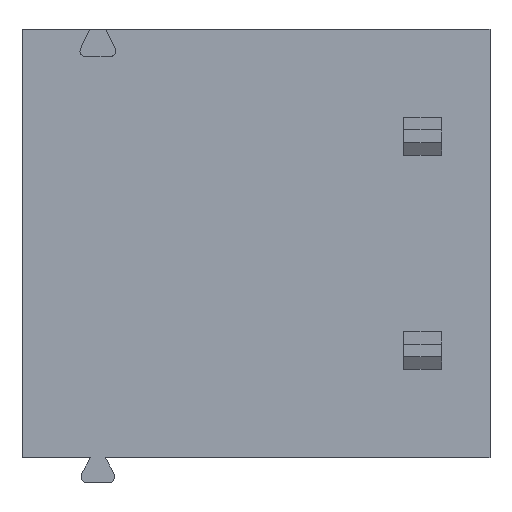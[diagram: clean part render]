
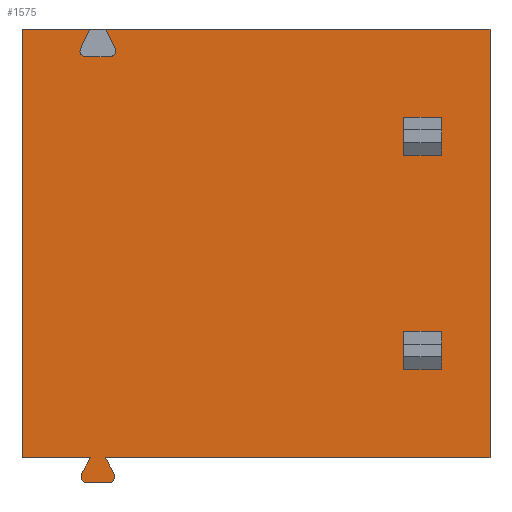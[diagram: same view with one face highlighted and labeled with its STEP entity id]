
A CAD part, front view. The second image highlights one B-rep face of the part: STEP entity #1575.
In plain terms, the highlighted planar face has unit normal (0, -1, 0).
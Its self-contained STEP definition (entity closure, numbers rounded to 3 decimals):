
#36=DIRECTION('',(1.,0.,0.));
#37=VECTOR('',#36,1.61);
#38=CARTESIAN_POINT('',(-5.55,-15.75,7.62));
#39=LINE('',#38,#37);
#96=DIRECTION('',(1.,0.,0.));
#97=VECTOR('',#96,9.11);
#98=CARTESIAN_POINT('',(-3.56,-15.75,7.62));
#99=LINE('',#98,#97);
#130=DIRECTION('',(-0.432,0.,0.902));
#131=VECTOR('',#130,0.514);
#132=CARTESIAN_POINT('',(-3.338,-15.75,7.156));
#133=LINE('',#132,#131);
#134=DIRECTION('',(-0.48,0.,0.877));
#135=VECTOR('',#134,0.431);
#136=CARTESIAN_POINT('',(-3.368,-15.75,-2.918));
#137=LINE('',#136,#135);
#138=CARTESIAN_POINT('',(-3.5,-15.75,-2.99));
#139=DIRECTION('',(0.,-1.,0.));
#140=DIRECTION('',(0.,0.,-1.));
#141=AXIS2_PLACEMENT_3D('',#138,#139,#140);
#143=DIRECTION('',(1.,0.,0.));
#144=VECTOR('',#143,0.5);
#145=CARTESIAN_POINT('',(-4.,-15.75,-3.14));
#146=LINE('',#145,#144);
#147=CARTESIAN_POINT('',(-4.,-15.75,-2.99));
#148=DIRECTION('',(0.,-1.,0.));
#149=DIRECTION('',(-0.877,0.,0.48));
#150=AXIS2_PLACEMENT_3D('',#147,#148,#149);
#152=DIRECTION('',(-0.48,0.,-0.877));
#153=VECTOR('',#152,0.431);
#154=CARTESIAN_POINT('',(-3.925,-15.75,-2.54));
#155=LINE('',#154,#153);
#156=DIRECTION('',(0.,0.,-1.));
#157=VECTOR('',#156,10.16);
#158=CARTESIAN_POINT('',(-5.55,-15.75,7.62));
#159=LINE('',#158,#157);
#160=DIRECTION('',(-0.432,0.,-0.902));
#161=VECTOR('',#160,0.514);
#162=CARTESIAN_POINT('',(-3.94,-15.75,7.62));
#163=LINE('',#162,#161);
#164=CARTESIAN_POINT('',(-4.045,-15.75,7.1));
#165=DIRECTION('',(0.,-1.,0.));
#166=DIRECTION('',(-0.902,0.,0.432));
#167=AXIS2_PLACEMENT_3D('',#164,#165,#166);
#169=DIRECTION('',(1.,0.,0.));
#170=VECTOR('',#169,0.59);
#171=CARTESIAN_POINT('',(-4.045,-15.75,6.97));
#172=LINE('',#171,#170);
#173=CARTESIAN_POINT('',(-3.455,-15.75,7.1));
#174=DIRECTION('',(0.,-1.,0.));
#175=DIRECTION('',(0.,0.,-1.));
#176=AXIS2_PLACEMENT_3D('',#173,#174,#175);
#178=DIRECTION('',(1.,0.,0.));
#179=VECTOR('',#178,0.9);
#180=CARTESIAN_POINT('',(3.5,-15.75,-0.45));
#181=LINE('',#180,#179);
#182=DIRECTION('',(0.,0.,1.));
#183=VECTOR('',#182,0.9);
#184=CARTESIAN_POINT('',(4.4,-15.75,-0.45));
#185=LINE('',#184,#183);
#186=DIRECTION('',(1.,0.,0.));
#187=VECTOR('',#186,0.9);
#188=CARTESIAN_POINT('',(3.5,-15.75,0.45));
#189=LINE('',#188,#187);
#190=DIRECTION('',(0.,0.,1.));
#191=VECTOR('',#190,0.9);
#192=CARTESIAN_POINT('',(3.5,-15.75,-0.45));
#193=LINE('',#192,#191);
#194=DIRECTION('',(1.,0.,0.));
#195=VECTOR('',#194,0.9);
#196=CARTESIAN_POINT('',(3.5,-15.75,4.63));
#197=LINE('',#196,#195);
#198=DIRECTION('',(0.,0.,1.));
#199=VECTOR('',#198,0.9);
#200=CARTESIAN_POINT('',(4.4,-15.75,4.63));
#201=LINE('',#200,#199);
#202=DIRECTION('',(1.,0.,0.));
#203=VECTOR('',#202,0.9);
#204=CARTESIAN_POINT('',(3.5,-15.75,5.53));
#205=LINE('',#204,#203);
#206=DIRECTION('',(0.,0.,1.));
#207=VECTOR('',#206,0.9);
#208=CARTESIAN_POINT('',(3.5,-15.75,4.63));
#209=LINE('',#208,#207);
#210=DIRECTION('',(0.,0.,-1.));
#211=VECTOR('',#210,10.16);
#212=CARTESIAN_POINT('',(5.55,-15.75,7.62));
#213=LINE('',#212,#211);
#412=DIRECTION('',(1.,0.,0.));
#413=VECTOR('',#412,9.125);
#414=CARTESIAN_POINT('',(-3.575,-15.75,-2.54));
#415=LINE('',#414,#413);
#472=DIRECTION('',(1.,0.,0.));
#473=VECTOR('',#472,1.625);
#474=CARTESIAN_POINT('',(-5.55,-15.75,-2.54));
#475=LINE('',#474,#473);
#1116=CARTESIAN_POINT('',(5.55,-15.75,7.62));
#1118=VERTEX_POINT('',#1116);
#1137=CARTESIAN_POINT('',(-5.55,-15.75,7.62));
#1139=VERTEX_POINT('',#1137);
#1140=CARTESIAN_POINT('',(5.55,-15.75,-2.54));
#1142=VERTEX_POINT('',#1140);
#1161=CARTESIAN_POINT('',(-5.55,-15.75,-2.54));
#1163=VERTEX_POINT('',#1161);
#1164=CARTESIAN_POINT('',(-4.,-15.75,-3.14));
#1165=CARTESIAN_POINT('',(-3.5,-15.75,-3.14));
#1166=VERTEX_POINT('',#1164);
#1167=VERTEX_POINT('',#1165);
#1168=CARTESIAN_POINT('',(-3.368,-15.75,-2.918));
#1169=VERTEX_POINT('',#1168);
#1170=CARTESIAN_POINT('',(-4.132,-15.75,-2.918));
#1171=VERTEX_POINT('',#1170);
#1172=CARTESIAN_POINT('',(-3.925,-15.75,-2.54));
#1173=VERTEX_POINT('',#1172);
#1174=CARTESIAN_POINT('',(-3.575,-15.75,-2.54));
#1175=VERTEX_POINT('',#1174);
#1188=CARTESIAN_POINT('',(-3.56,-15.75,7.62));
#1189=VERTEX_POINT('',#1188);
#1190=CARTESIAN_POINT('',(-3.94,-15.75,7.62));
#1191=VERTEX_POINT('',#1190);
#1192=CARTESIAN_POINT('',(-3.338,-15.75,7.156));
#1193=VERTEX_POINT('',#1192);
#1194=CARTESIAN_POINT('',(-4.162,-15.75,7.156));
#1195=VERTEX_POINT('',#1194);
#1196=CARTESIAN_POINT('',(-4.045,-15.75,6.97));
#1197=VERTEX_POINT('',#1196);
#1198=CARTESIAN_POINT('',(-3.455,-15.75,6.97));
#1199=VERTEX_POINT('',#1198);
#1286=CARTESIAN_POINT('',(3.5,-15.75,-0.45));
#1287=CARTESIAN_POINT('',(4.4,-15.75,-0.45));
#1288=VERTEX_POINT('',#1286);
#1289=VERTEX_POINT('',#1287);
#1290=CARTESIAN_POINT('',(3.5,-15.75,0.45));
#1291=CARTESIAN_POINT('',(4.4,-15.75,0.45));
#1292=VERTEX_POINT('',#1290);
#1293=VERTEX_POINT('',#1291);
#1394=CARTESIAN_POINT('',(3.5,-15.75,4.63));
#1395=CARTESIAN_POINT('',(4.4,-15.75,4.63));
#1396=VERTEX_POINT('',#1394);
#1397=VERTEX_POINT('',#1395);
#1398=CARTESIAN_POINT('',(3.5,-15.75,5.53));
#1399=CARTESIAN_POINT('',(4.4,-15.75,5.53));
#1400=VERTEX_POINT('',#1398);
#1401=VERTEX_POINT('',#1399);
#1519=CARTESIAN_POINT('',(-5.55,-15.75,7.62));
#1520=DIRECTION('',(0.,-1.,0.));
#1521=DIRECTION('',(1.,0.,0.));
#1522=AXIS2_PLACEMENT_3D('',#1519,#1520,#1521);
#1523=PLANE('',#1522);
#1524=ORIENTED_EDGE('',*,*,#1511,.T.);
#1525=ORIENTED_EDGE('',*,*,#1479,.T.);
#1527=ORIENTED_EDGE('',*,*,#1526,.T.);
#1529=ORIENTED_EDGE('',*,*,#1528,.F.);
#1531=ORIENTED_EDGE('',*,*,#1530,.F.);
#1533=ORIENTED_EDGE('',*,*,#1532,.F.);
#1535=ORIENTED_EDGE('',*,*,#1534,.F.);
#1537=ORIENTED_EDGE('',*,*,#1536,.F.);
#1539=ORIENTED_EDGE('',*,*,#1538,.F.);
#1541=ORIENTED_EDGE('',*,*,#1540,.F.);
#1543=ORIENTED_EDGE('',*,*,#1542,.F.);
#1544=ORIENTED_EDGE('',*,*,#1451,.T.);
#1546=ORIENTED_EDGE('',*,*,#1545,.T.);
#1548=ORIENTED_EDGE('',*,*,#1547,.T.);
#1550=ORIENTED_EDGE('',*,*,#1549,.T.);
#1552=ORIENTED_EDGE('',*,*,#1551,.T.);
#1553=EDGE_LOOP('',(#1524,#1525,#1527,#1529,#1531,#1533,#1535,#1537,#1539,#1541,
#1543,#1544,#1546,#1548,#1550,#1552));
#1554=FACE_OUTER_BOUND('',#1553,.F.);
#1556=ORIENTED_EDGE('',*,*,#1555,.T.);
#1558=ORIENTED_EDGE('',*,*,#1557,.T.);
#1560=ORIENTED_EDGE('',*,*,#1559,.F.);
#1562=ORIENTED_EDGE('',*,*,#1561,.F.);
#1563=EDGE_LOOP('',(#1556,#1558,#1560,#1562));
#1564=FACE_BOUND('',#1563,.F.);
#1566=ORIENTED_EDGE('',*,*,#1565,.T.);
#1568=ORIENTED_EDGE('',*,*,#1567,.T.);
#1570=ORIENTED_EDGE('',*,*,#1569,.F.);
#1572=ORIENTED_EDGE('',*,*,#1571,.F.);
#1573=EDGE_LOOP('',(#1566,#1568,#1570,#1572));
#1574=FACE_BOUND('',#1573,.F.);
#142=CIRCLE('',#141,0.15);
#151=CIRCLE('',#150,0.15);
#168=CIRCLE('',#167,0.13);
#177=CIRCLE('',#176,0.13);
#1451=EDGE_CURVE('',#1139,#1191,#39,.T.);
#1479=EDGE_CURVE('',#1189,#1118,#99,.T.);
#1511=EDGE_CURVE('',#1193,#1189,#133,.T.);
#1526=EDGE_CURVE('',#1118,#1142,#213,.T.);
#1528=EDGE_CURVE('',#1175,#1142,#415,.T.);
#1530=EDGE_CURVE('',#1169,#1175,#137,.T.);
#1532=EDGE_CURVE('',#1167,#1169,#142,.T.);
#1534=EDGE_CURVE('',#1166,#1167,#146,.T.);
#1536=EDGE_CURVE('',#1171,#1166,#151,.T.);
#1538=EDGE_CURVE('',#1173,#1171,#155,.T.);
#1540=EDGE_CURVE('',#1163,#1173,#475,.T.);
#1542=EDGE_CURVE('',#1139,#1163,#159,.T.);
#1545=EDGE_CURVE('',#1191,#1195,#163,.T.);
#1547=EDGE_CURVE('',#1195,#1197,#168,.T.);
#1549=EDGE_CURVE('',#1197,#1199,#172,.T.);
#1551=EDGE_CURVE('',#1199,#1193,#177,.T.);
#1555=EDGE_CURVE('',#1288,#1289,#181,.T.);
#1557=EDGE_CURVE('',#1289,#1293,#185,.T.);
#1559=EDGE_CURVE('',#1292,#1293,#189,.T.);
#1561=EDGE_CURVE('',#1288,#1292,#193,.T.);
#1565=EDGE_CURVE('',#1396,#1397,#197,.T.);
#1567=EDGE_CURVE('',#1397,#1401,#201,.T.);
#1569=EDGE_CURVE('',#1400,#1401,#205,.T.);
#1571=EDGE_CURVE('',#1396,#1400,#209,.T.);
#1575=ADVANCED_FACE('',(#1554,#1564,#1574),#1523,.T.);
